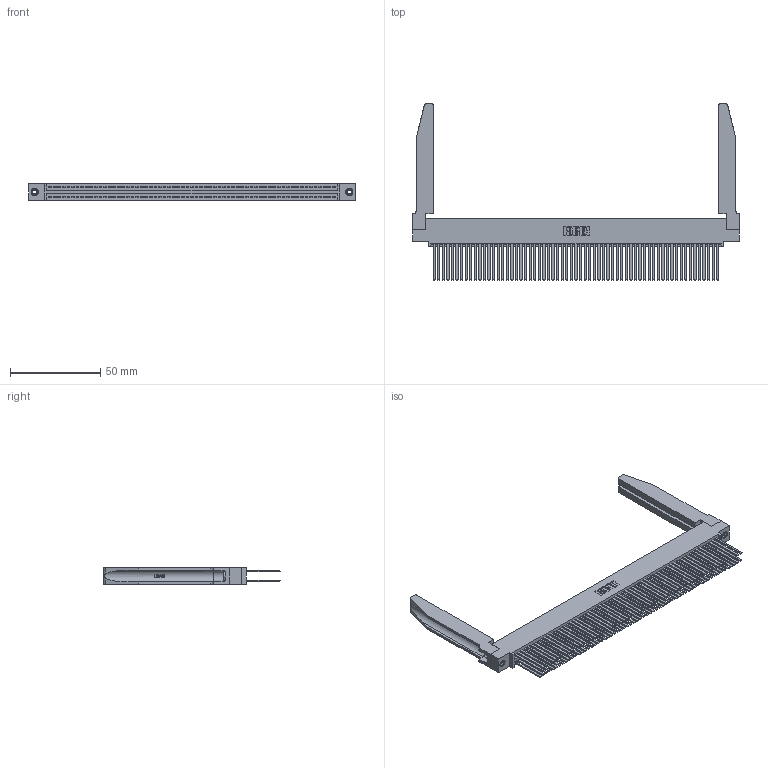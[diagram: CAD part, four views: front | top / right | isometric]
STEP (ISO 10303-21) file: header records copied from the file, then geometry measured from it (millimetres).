
FILE_DESCRIPTION (( 'STEP AP203' ), '1' );
FILE_NAME ('395-126-544-578.STEP', '2019-10-28T15:51:23', ( '' ), ( '' ), 'SwSTEP 2.0', 'SolidWorks 2016', '' );
FILE_SCHEMA (( 'CONFIG_CONTROL_DESIGN' ));
Length unit declared in the file: inch
Products named in the file (5): 345-292-001_345-293-144; 345-250-001_345-250-001-102; 345-220-078_345-220-078; 395-126-544-578; 345 Part_0.110 Offset - 0.156 Dia-TH
Assembly tree (131 placements, depth 2):
  395-126-544-578
    345 Part_0.110 Offset - 0.156 Dia-TH
    345-292-001_345-293-144  x126
    345-250-001_345-250-001-102  x2
    345-220-078_345-220-078  x2
Bounding box: 181.25 x 97.71 x 9.4 mm (x, y, z)
Volume: 27265.5 mm3; surface area: 41331.9 mm2
Topology: 131 solids, 131 shells, 5908 faces, 17467 edges, 11466 vertices
Faces by surface type: plane 3880, cylinder 1976, bspline 36, cone 12, torus 4
Entity records: 51292 total; most frequent: CARTESIAN_POINT 9495, ORIENTED_EDGE 8326, DIRECTION 7337, EDGE_CURVE 4163, VECTOR 3689, LINE 3689, VERTEX_POINT 2768, AXIS2_PLACEMENT_3D 1824
